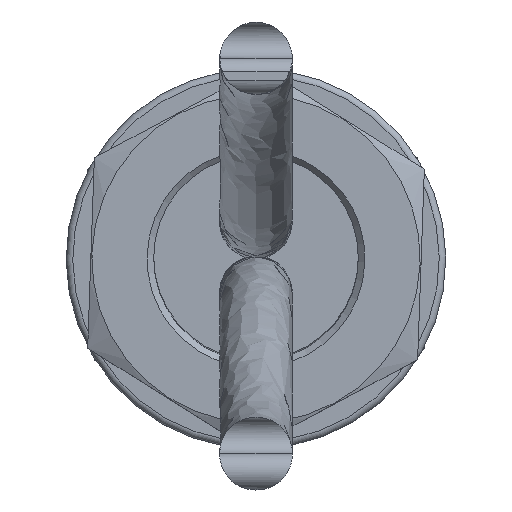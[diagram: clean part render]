
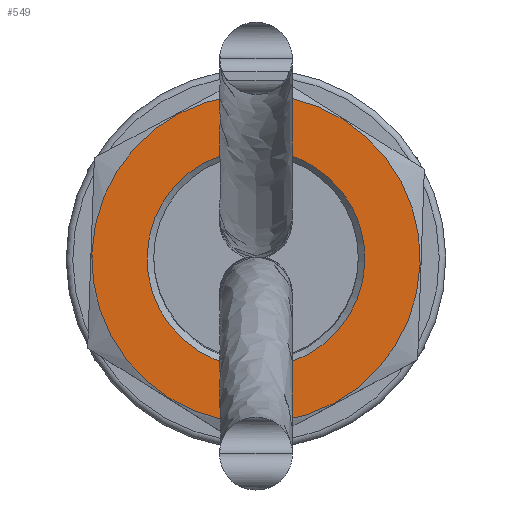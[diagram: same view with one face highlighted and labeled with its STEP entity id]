
A CAD part, top view. The second image highlights one B-rep face of the part: STEP entity #549.
In plain terms, the highlighted planar face has unit normal (0, 0, 1).
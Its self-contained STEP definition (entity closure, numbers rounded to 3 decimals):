
#72=FACE_BOUND($,#209,.T.);
#94=CIRCLE($,#611,3.3);
#96=CIRCLE($,#615,4.974);
#114=PLANE($,#614);
#152=FACE_OUTER_BOUND($,#208,.T.);
#208=EDGE_LOOP($,(#483));
#209=EDGE_LOOP($,(#484));
#306=VERTEX_POINT($,#2313);
#308=VERTEX_POINT($,#2319);
#370=EDGE_CURVE($,#306,#306,#94,.T.);
#372=EDGE_CURVE($,#308,#308,#96,.T.);
#483=ORIENTED_EDGE($,*,*,#372,.F.);
#484=ORIENTED_EDGE($,*,*,#370,.F.);
#549=ADVANCED_FACE($,(#152,#72),#114,.F.);
#611=AXIS2_PLACEMENT_3D($,#2314,#744,#745);
#614=AXIS2_PLACEMENT_3D($,#2318,#750,#751);
#615=AXIS2_PLACEMENT_3D($,#2320,#752,#753);
#744=DIRECTION('center_axis',(0.,0.,1.));
#745=DIRECTION('ref_axis',(-1.,0.,0.));
#750=DIRECTION('center_axis',(0.,0.,-1.));
#751=DIRECTION('ref_axis',(-1.,0.,0.));
#752=DIRECTION('center_axis',(0.,0.,-1.));
#753=DIRECTION('ref_axis',(-1.,0.,0.));
#2313=CARTESIAN_POINT('',(3.3,0.,2.));
#2314=CARTESIAN_POINT('Origin',(0.,0.,2.));
#2318=CARTESIAN_POINT('Origin',(0.,0.,2.));
#2319=CARTESIAN_POINT('',(4.974,0.,2.));
#2320=CARTESIAN_POINT('Origin',(0.,0.,2.));
